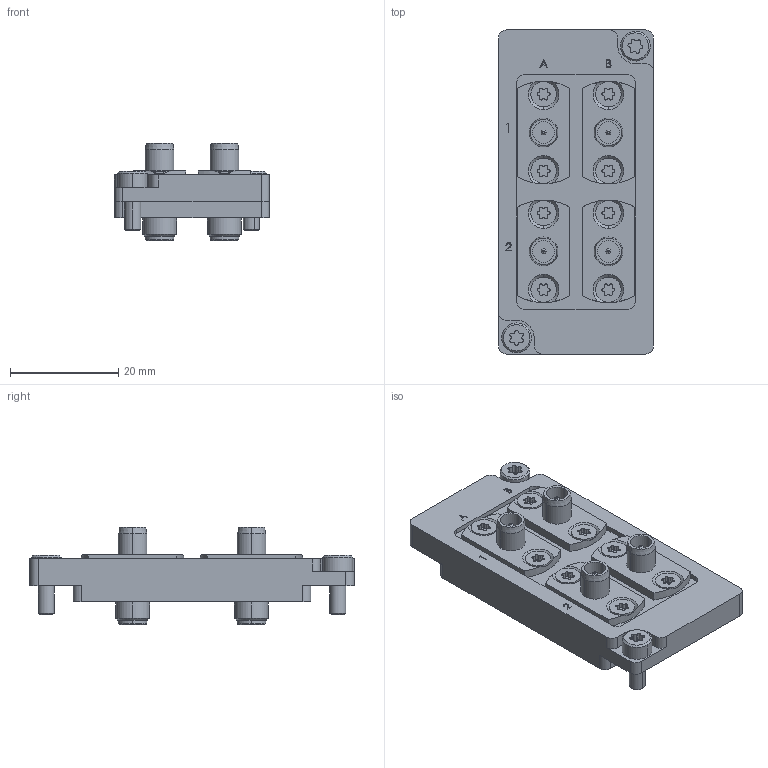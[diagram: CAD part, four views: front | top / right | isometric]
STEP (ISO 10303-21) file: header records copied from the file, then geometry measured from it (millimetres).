
FILE_DESCRIPTION (( 'STEP AP214' ), '1' );
FILE_NAME ('INGUN_35534.STEP', '2023-01-17T12:35:11', ( '' ), ( '' ), 'SwSTEP 2.0', 'SolidWorks 2021', '' );
FILE_SCHEMA (( 'AUTOMOTIVE_DESIGN' ));
Length unit declared in the file: millimetre
Products named in the file (7): 35530~3; DIN7991~n_M02,5x008; DIN912~n_M03,0x008; INFO_4598~0_SBP-T_Kontaktierung-Seite<S>; INGUN_35534; 35530~3_S; 37065~0_S
Assembly tree (17 placements, depth 3):
  INGUN_35534
    35530~3_S
      35530~3
      INFO_4598~0_SBP-T_Kontaktierung-Seite<S>
    DIN7991~n_M02,5x008  x8
    DIN912~n_M03,0x008  x2
    37065~0_S  x4
Bounding box: 28.7 x 60 x 18 mm (x, y, z)
Volume: 12375.7 mm3; surface area: 10159.7 mm2
Topology: 19 solids, 19 shells, 620 faces, 1507 edges, 958 vertices
Faces by surface type: cylinder 352, plane 141, cone 104, bspline 15, torus 8
Entity records: 8702 total; most frequent: CARTESIAN_POINT 2221, DIRECTION 1285, ORIENTED_EDGE 1182, EDGE_CURVE 591, AXIS2_PLACEMENT_3D 489, VERTEX_POINT 385, VECTOR 307, LINE 307
